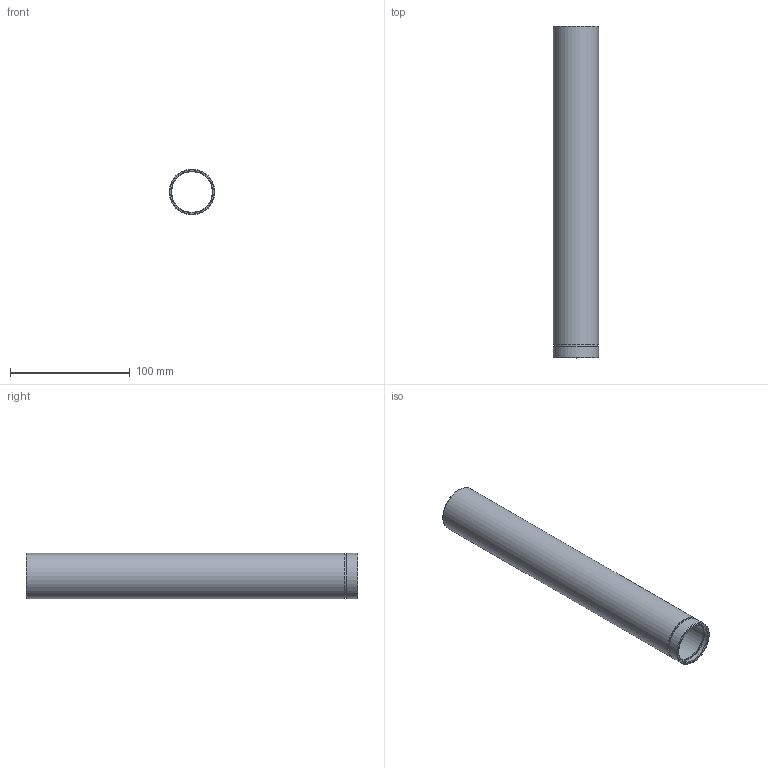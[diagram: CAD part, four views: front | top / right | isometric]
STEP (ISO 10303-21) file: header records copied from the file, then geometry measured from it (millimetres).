
FILE_DESCRIPTION(/* description */ (''),/* implementation_level */ '2;1');
FILE_NAME(/* name */ 'Tube.step',/* time_stamp */ '2025-11-14T17:53:00-08:00',/* author */ (''),/* organization */ (''),/* preprocessor_version */ 'ST-DEVELOPER v20.1',/* originating_system */ 'Autodesk Translation Framework v14.17.0.0',/* authorisation */ '');
FILE_SCHEMA (('AUTOMOTIVE_DESIGN { 1 0 10303 214 3 1 1 }'));
Length unit declared in the file: millimetre
Products named in the file (1): Tube
Bounding box: 38.1 x 277.16 x 38.1 mm (x, y, z)
Volume: 65562.4 mm3; surface area: 63721.3 mm2
Topology: 1 solids, 1 shells, 20 faces, 32 edges, 20 vertices
Faces by surface type: plane 8, cylinder 8, torus 4
Full cylindrical faces by diameter (mm): 33.884 x3, 35.916 x2, 36.322 x1, 38.1 x2
Entity records: 512 total; most frequent: DIRECTION 98, CARTESIAN_POINT 73, ORIENTED_EDGE 64, AXIS2_PLACEMENT_3D 45, EDGE_CURVE 32, EDGE_LOOP 28, CIRCLE 24, FACE_OUTER_BOUND 20
